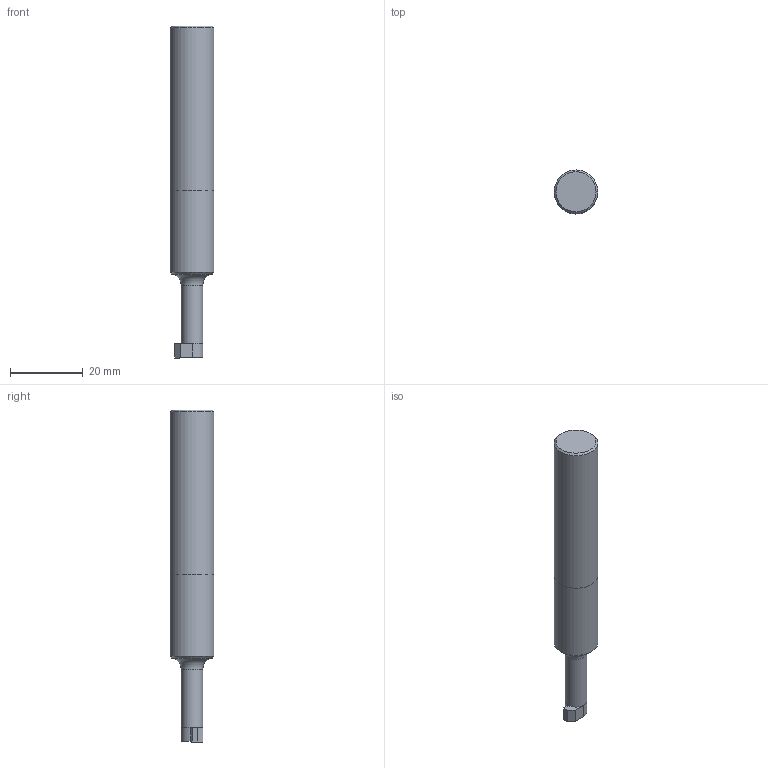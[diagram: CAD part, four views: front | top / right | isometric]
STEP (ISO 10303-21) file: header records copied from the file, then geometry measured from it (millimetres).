
FILE_DESCRIPTION(/* description */ (''),/* implementation_level */ '2;1');
FILE_NAME(/* name */ 'A12G-SGXN08-20-R.stp',/* time_stamp */ '2018-04-11T16:03:02+06:00',/* author */ (''),/* organization */ (''),/* preprocessor_version */ 'ST-DEVELOPER v16',/* originating_system */ 'SIEMENS PLM Software NX 11.0',/* authorisation */ '');
FILE_SCHEMA (('AUTOMOTIVE_DESIGN { 1 0 10303 214 3 1 1 1 }'));
Length unit declared in the file: millimetre
Products named in the file (1): inpuA3C0zuqj
Bounding box: 11.98 x 11.98 x 91 mm (x, y, z)
Volume: 8369.5 mm3; surface area: 3483 mm2
Topology: 3 solids, 3 shells, 21 faces, 43 edges, 28 vertices
Faces by surface type: plane 11, cylinder 7, cone 2, torus 1
Full cylindrical faces by diameter (mm): 6 x1, 11.98 x2
Entity records: 597 total; most frequent: CARTESIAN_POINT 114, DIRECTION 97, ORIENTED_EDGE 68, AXIS2_PLACEMENT_3D 40, EDGE_CURVE 34, EDGE_LOOP 27, VERTEX_POINT 25, ADVANCED_FACE 21
